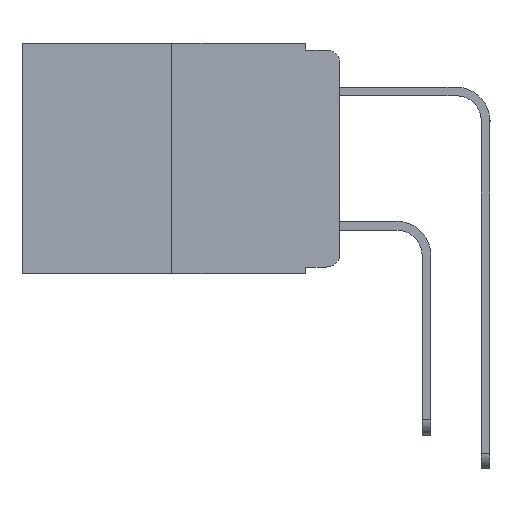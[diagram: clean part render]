
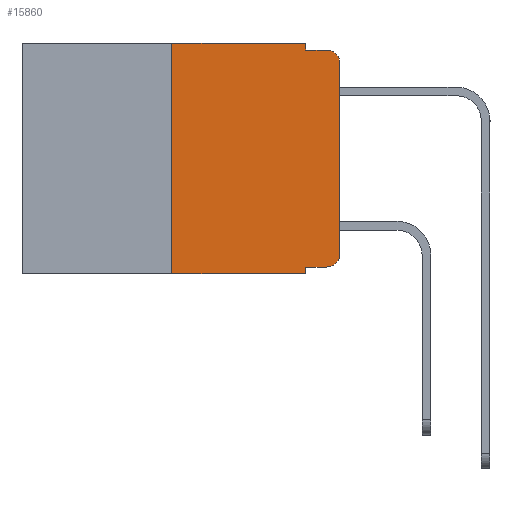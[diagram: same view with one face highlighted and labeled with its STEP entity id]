
A CAD part, left-side view. The second image highlights one B-rep face of the part: STEP entity #15860.
In plain terms, the highlighted planar face has unit normal (-1, 0, 0).
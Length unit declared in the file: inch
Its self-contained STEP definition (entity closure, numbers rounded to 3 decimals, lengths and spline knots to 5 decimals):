
#61 = VERTEX_POINT ( 'NONE', #17618 ) ;
#563 = VECTOR ( 'NONE', #11619, 39.37008 ) ;
#753 = LINE ( 'NONE', #7584, #8740 ) ;
#1133 = LINE ( 'NONE', #12997, #14282 ) ;
#1400 = LINE ( 'NONE', #18572, #6166 ) ;
#1770 = CARTESIAN_POINT ( 'NONE',  ( 0., 0.473, 0. ) ) ;
#1931 = CIRCLE ( 'NONE', #14992, 0.02 ) ;
#1967 = ORIENTED_EDGE ( 'NONE', *, *, #10124, .T. ) ;
#2605 = CARTESIAN_POINT ( 'NONE',  ( 0., 0., -0.313 ) ) ;
#3115 = CARTESIAN_POINT ( 'NONE',  ( 0., 0.25, 0. ) ) ;
#3388 = DIRECTION ( 'NONE',  ( 0., 0., -1. ) ) ;
#3530 = DIRECTION ( 'NONE',  ( 0., -1., 0. ) ) ;
#3808 = CARTESIAN_POINT ( 'NONE',  ( 0., 0.051, -0.343 ) ) ;
#3812 = VERTEX_POINT ( 'NONE', #9724 ) ;
#4120 = VECTOR ( 'NONE', #14815, 39.37008 ) ;
#4166 = VECTOR ( 'NONE', #7628, 39.37008 ) ;
#4533 = CARTESIAN_POINT ( 'NONE',  ( 0., 0.051, -0.01 ) ) ;
#5114 = LINE ( 'NONE', #13244, #4120 ) ;
#5230 = CARTESIAN_POINT ( 'NONE',  ( 0., 0.02, -0.333 ) ) ;
#5297 = CARTESIAN_POINT ( 'NONE',  ( 0., 0.25, 0. ) ) ;
#5354 = LINE ( 'NONE', #5297, #563 ) ;
#5815 = ORIENTED_EDGE ( 'NONE', *, *, #5897, .F. ) ;
#5897 = EDGE_CURVE ( 'NONE', #3812, #13594, #13341, .T. ) ;
#6166 = VECTOR ( 'NONE', #9235, 39.37008 ) ;
#6271 = AXIS2_PLACEMENT_3D ( 'NONE', #1770, #12856, #3388 ) ;
#6411 = CIRCLE ( 'NONE', #16535, 0.02 ) ;
#6696 = EDGE_CURVE ( 'NONE', #10820, #9268, #6411, .T. ) ;
#6699 = ORIENTED_EDGE ( 'NONE', *, *, #16916, .F. ) ;
#7207 = CARTESIAN_POINT ( 'NONE',  ( 0., 0.02, -0.01 ) ) ;
#7269 = VERTEX_POINT ( 'NONE', #17749 ) ;
#7584 = CARTESIAN_POINT ( 'NONE',  ( 0., 0.051, 0. ) ) ;
#7628 = DIRECTION ( 'NONE',  ( 0., -1., 0. ) ) ;
#7655 = CARTESIAN_POINT ( 'NONE',  ( 0., 0., 0. ) ) ;
#7920 = CARTESIAN_POINT ( 'NONE',  ( 0., 0.02, -0.03 ) ) ;
#8000 = CARTESIAN_POINT ( 'NONE',  ( 0., 0.02, -0.313 ) ) ;
#8087 = EDGE_LOOP ( 'NONE', ( #1967, #14372, #19286, #16002, #6699, #12078, #10706, #5815, #13558, #12983 ) ) ;
#8461 = VERTEX_POINT ( 'NONE', #5230 ) ;
#8512 = EDGE_CURVE ( 'NONE', #7269, #12870, #5354, .T. ) ;
#8740 = VECTOR ( 'NONE', #9189, 39.37008 ) ;
#9189 = DIRECTION ( 'NONE',  ( 0., 0., -1. ) ) ;
#9209 = DIRECTION ( 'NONE',  ( 0., 0., -1. ) ) ;
#9235 = DIRECTION ( 'NONE',  ( 0., -1., 0. ) ) ;
#9268 = VERTEX_POINT ( 'NONE', #7207 ) ;
#9340 = VERTEX_POINT ( 'NONE', #2605 ) ;
#9535 = DIRECTION ( 'NONE',  ( 0., 0., -1. ) ) ;
#9605 = DIRECTION ( 'NONE',  ( 0., 0., -1. ) ) ;
#9724 = CARTESIAN_POINT ( 'NONE',  ( 0., 0.051, -0.333 ) ) ;
#10107 = EDGE_CURVE ( 'NONE', #61, #18782, #753, .T. ) ;
#10124 = EDGE_CURVE ( 'NONE', #9340, #10820, #12935, .T. ) ;
#10706 = ORIENTED_EDGE ( 'NONE', *, *, #15980, .T. ) ;
#10820 = VERTEX_POINT ( 'NONE', #19843 ) ;
#11619 = DIRECTION ( 'NONE',  ( 0., 0., 1. ) ) ;
#12078 = ORIENTED_EDGE ( 'NONE', *, *, #8512, .F. ) ;
#12856 = DIRECTION ( 'NONE',  ( 1., 0., 0. ) ) ;
#12870 = VERTEX_POINT ( 'NONE', #3115 ) ;
#12935 = LINE ( 'NONE', #7655, #20193 ) ;
#12983 = ORIENTED_EDGE ( 'NONE', *, *, #18891, .T. ) ;
#12997 = CARTESIAN_POINT ( 'NONE',  ( 0., 0.051, -0.01 ) ) ;
#13244 = CARTESIAN_POINT ( 'NONE',  ( 0., 0.473, 0. ) ) ;
#13341 = LINE ( 'NONE', #13928, #16019 ) ;
#13558 = ORIENTED_EDGE ( 'NONE', *, *, #19392, .T. ) ;
#13594 = VERTEX_POINT ( 'NONE', #3808 ) ;
#13928 = CARTESIAN_POINT ( 'NONE',  ( 0., 0.051, 0. ) ) ;
#14282 = VECTOR ( 'NONE', #3530, 39.37008 ) ;
#14372 = ORIENTED_EDGE ( 'NONE', *, *, #6696, .T. ) ;
#14815 = DIRECTION ( 'NONE',  ( 0., -1., 0. ) ) ;
#14992 = AXIS2_PLACEMENT_3D ( 'NONE', #8000, #18926, #9605 ) ;
#15479 = DIRECTION ( 'NONE',  ( 0., 0., 1. ) ) ;
#15860 = ADVANCED_FACE ( 'NONE', ( #15986 ), #17483, .F. ) ;
#15980 = EDGE_CURVE ( 'NONE', #7269, #13594, #1400, .T. ) ;
#15986 = FACE_OUTER_BOUND ( 'NONE', #8087, .T. ) ;
#16002 = ORIENTED_EDGE ( 'NONE', *, *, #10107, .F. ) ;
#16019 = VECTOR ( 'NONE', #9209, 39.37008 ) ;
#16235 = EDGE_CURVE ( 'NONE', #18782, #9268, #1133, .T. ) ;
#16535 = AXIS2_PLACEMENT_3D ( 'NONE', #7920, #18852, #9535 ) ;
#16916 = EDGE_CURVE ( 'NONE', #12870, #61, #5114, .T. ) ;
#17483 = PLANE ( 'NONE',  #6271 ) ;
#17618 = CARTESIAN_POINT ( 'NONE',  ( 0., 0.051, 0. ) ) ;
#17749 = CARTESIAN_POINT ( 'NONE',  ( 0., 0.25, -0.343 ) ) ;
#18572 = CARTESIAN_POINT ( 'NONE',  ( 0., 0.473, -0.343 ) ) ;
#18782 = VERTEX_POINT ( 'NONE', #4533 ) ;
#18852 = DIRECTION ( 'NONE',  ( -1., 0., 0. ) ) ;
#18891 = EDGE_CURVE ( 'NONE', #8461, #9340, #1931, .T. ) ;
#18926 = DIRECTION ( 'NONE',  ( -1., 0., 0. ) ) ;
#19286 = ORIENTED_EDGE ( 'NONE', *, *, #16235, .F. ) ;
#19392 = EDGE_CURVE ( 'NONE', #3812, #8461, #20324, .T. ) ;
#19843 = CARTESIAN_POINT ( 'NONE',  ( 0., 0., -0.03 ) ) ;
#20102 = CARTESIAN_POINT ( 'NONE',  ( 0., 0.051, -0.333 ) ) ;
#20193 = VECTOR ( 'NONE', #15479, 39.37008 ) ;
#20324 = LINE ( 'NONE', #20102, #4166 ) ;
